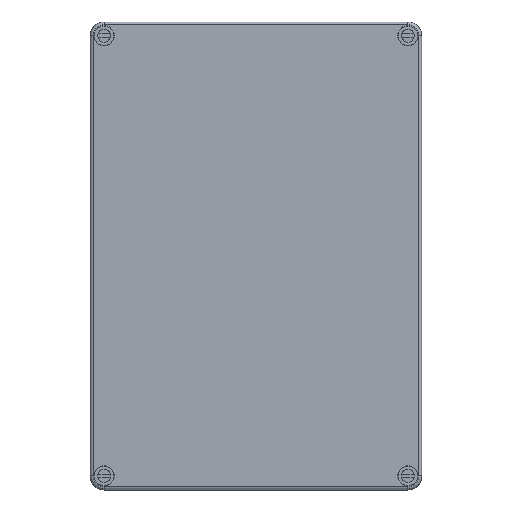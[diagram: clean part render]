
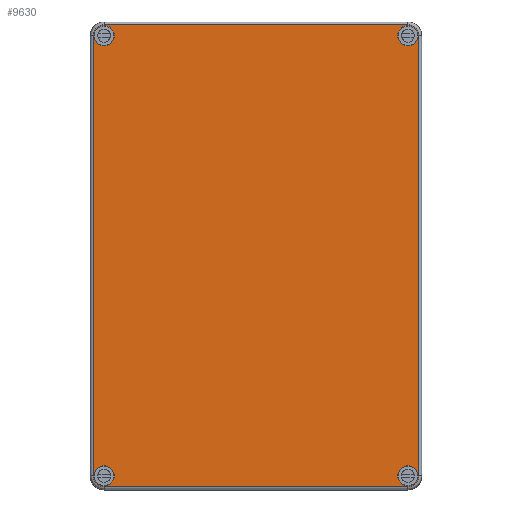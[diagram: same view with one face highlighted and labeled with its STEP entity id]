
A CAD part, top view. The second image highlights one B-rep face of the part: STEP entity #9630.
In plain terms, the highlighted planar face has unit normal (0, 0, 1).
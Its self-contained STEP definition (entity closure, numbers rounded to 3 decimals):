
#129 = CARTESIAN_POINT ( 'NONE',  ( 88., 119.5, 18. ) ) ;
#331 = EDGE_CURVE ( 'NONE', #2731, #6893, #6939, .T. ) ;
#357 = DIRECTION ( 'NONE',  ( 0., 0., 1. ) ) ;
#382 = LINE ( 'NONE', #14714, #20943 ) ;
#431 = VERTEX_POINT ( 'NONE', #20023 ) ;
#484 = EDGE_LOOP ( 'NONE', ( #22062, #1831 ) ) ;
#580 = EDGE_CURVE ( 'NONE', #22023, #16329, #16592, .T. ) ;
#649 = VERTEX_POINT ( 'NONE', #832 ) ;
#827 = VERTEX_POINT ( 'NONE', #15453 ) ;
#832 = CARTESIAN_POINT ( 'NONE',  ( -82.5, 125.442, 18. ) ) ;
#1393 = VERTEX_POINT ( 'NONE', #3387 ) ;
#1399 = DIRECTION ( 'NONE',  ( 0., 0., 1. ) ) ;
#1499 = VERTEX_POINT ( 'NONE', #21608 ) ;
#1660 = CARTESIAN_POINT ( 'NONE',  ( 0., 0., 18. ) ) ;
#1668 = AXIS2_PLACEMENT_3D ( 'NONE', #6600, #20520, #8583 ) ;
#1831 = ORIENTED_EDGE ( 'NONE', *, *, #17176, .F. ) ;
#2731 = VERTEX_POINT ( 'NONE', #24174 ) ;
#2942 = EDGE_LOOP ( 'NONE', ( #6215, #24065, #10809, #8180, #14644, #11897, #17033, #7408 ) ) ;
#2988 = EDGE_CURVE ( 'NONE', #21047, #22665, #9729, .T. ) ;
#3013 = DIRECTION ( 'NONE',  ( 0., 0., -1. ) ) ;
#3387 = CARTESIAN_POINT ( 'NONE',  ( -82.5, -125.442, 18. ) ) ;
#3697 = CARTESIAN_POINT ( 'NONE',  ( 88.442, 150., 18. ) ) ;
#4196 = VERTEX_POINT ( 'NONE', #24212 ) ;
#4241 = AXIS2_PLACEMENT_3D ( 'NONE', #10040, #24000, #12030 ) ;
#4445 = EDGE_CURVE ( 'NONE', #20040, #4196, #23698, .T. ) ;
#4596 = ORIENTED_EDGE ( 'NONE', *, *, #12564, .F. ) ;
#4710 = CARTESIAN_POINT ( 'NONE',  ( 88.442, -119.5, 18. ) ) ;
#4891 = CIRCLE ( 'NONE', #16492, 5.942 ) ;
#4966 = FACE_BOUND ( 'NONE', #19573, .T. ) ;
#5166 = EDGE_LOOP ( 'NONE', ( #14382, #17029 ) ) ;
#5486 = CIRCLE ( 'NONE', #12620, 5.5 ) ;
#5612 = AXIS2_PLACEMENT_3D ( 'NONE', #13332, #1399, #15348 ) ;
#5958 = VERTEX_POINT ( 'NONE', #11232 ) ;
#6215 = ORIENTED_EDGE ( 'NONE', *, *, #23912, .F. ) ;
#6575 = DIRECTION ( 'NONE',  ( 0., 0., 1. ) ) ;
#6600 = CARTESIAN_POINT ( 'NONE',  ( -82.5, -119.5, 18. ) ) ;
#6893 = VERTEX_POINT ( 'NONE', #4710 ) ;
#6939 = LINE ( 'NONE', #3697, #17540 ) ;
#7158 = CIRCLE ( 'NONE', #13813, 5.5 ) ;
#7368 = VECTOR ( 'NONE', #11174, 1000. ) ;
#7408 = ORIENTED_EDGE ( 'NONE', *, *, #15566, .T. ) ;
#7519 = VECTOR ( 'NONE', #20378, 1000. ) ;
#7906 = DIRECTION ( 'NONE',  ( 0., 0., 1. ) ) ;
#7993 = LINE ( 'NONE', #17099, #7368 ) ;
#8024 = CIRCLE ( 'NONE', #4241, 5.5 ) ;
#8142 = DIRECTION ( 'NONE',  ( 0., 0., 1. ) ) ;
#8180 = ORIENTED_EDGE ( 'NONE', *, *, #331, .F. ) ;
#8380 = DIRECTION ( 'NONE',  ( 0., 0., -1. ) ) ;
#8583 = DIRECTION ( 'NONE',  ( 1., 0., 0. ) ) ;
#9041 = DIRECTION ( 'NONE',  ( 1., 0., 0. ) ) ;
#9216 = AXIS2_PLACEMENT_3D ( 'NONE', #1660, #20985, #9041 ) ;
#9578 = AXIS2_PLACEMENT_3D ( 'NONE', #14977, #3013, #16965 ) ;
#9630 = ADVANCED_FACE ( 'NONE', ( #25598, #22172, #4966, #20285, #14973 ), #22807, .T. ) ;
#9729 = CIRCLE ( 'NONE', #10066, 5.5 ) ;
#9941 = DIRECTION ( 'NONE',  ( 0., 0., 1. ) ) ;
#9988 = CARTESIAN_POINT ( 'NONE',  ( 82.5, -125.442, 18. ) ) ;
#10040 = CARTESIAN_POINT ( 'NONE',  ( 82.5, 119.5, 18. ) ) ;
#10066 = AXIS2_PLACEMENT_3D ( 'NONE', #20086, #8142, #22095 ) ;
#10190 = DIRECTION ( 'NONE',  ( 0., 0., 1. ) ) ;
#10551 = ORIENTED_EDGE ( 'NONE', *, *, #4445, .F. ) ;
#10562 = DIRECTION ( 'NONE',  ( 0., 0., 1. ) ) ;
#10809 = ORIENTED_EDGE ( 'NONE', *, *, #15317, .T. ) ;
#11174 = DIRECTION ( 'NONE',  ( -1., 0., 0. ) ) ;
#11177 = CARTESIAN_POINT ( 'NONE',  ( -88.442, 119.5, 18. ) ) ;
#11232 = CARTESIAN_POINT ( 'NONE',  ( -88., 119.5, 18. ) ) ;
#11255 = CARTESIAN_POINT ( 'NONE',  ( -77., -119.5, 18. ) ) ;
#11445 = VERTEX_POINT ( 'NONE', #9988 ) ;
#11897 = ORIENTED_EDGE ( 'NONE', *, *, #24755, .T. ) ;
#12021 = EDGE_CURVE ( 'NONE', #22665, #21047, #8024, .T. ) ;
#12030 = DIRECTION ( 'NONE',  ( 1., 0., 0. ) ) ;
#12276 = CARTESIAN_POINT ( 'NONE',  ( -82.5, 119.5, 18. ) ) ;
#12564 = EDGE_CURVE ( 'NONE', #4196, #20040, #5486, .T. ) ;
#12620 = AXIS2_PLACEMENT_3D ( 'NONE', #19863, #7906, #21873 ) ;
#12627 = CARTESIAN_POINT ( 'NONE',  ( 88., -119.5, 18. ) ) ;
#13332 = CARTESIAN_POINT ( 'NONE',  ( 82.5, -119.5, 18. ) ) ;
#13745 = EDGE_CURVE ( 'NONE', #649, #16302, #20403, .T. ) ;
#13813 = AXIS2_PLACEMENT_3D ( 'NONE', #22500, #10562, #24516 ) ;
#13857 = EDGE_CURVE ( 'NONE', #1499, #2731, #17916, .T. ) ;
#14285 = DIRECTION ( 'NONE',  ( 1., 0., 0. ) ) ;
#14382 = ORIENTED_EDGE ( 'NONE', *, *, #2988, .F. ) ;
#14644 = ORIENTED_EDGE ( 'NONE', *, *, #13857, .F. ) ;
#14714 = CARTESIAN_POINT ( 'NONE',  ( -88.442, 150., 18. ) ) ;
#14973 = FACE_BOUND ( 'NONE', #5166, .T. ) ;
#14977 = CARTESIAN_POINT ( 'NONE',  ( 82.5, 119.5, 18. ) ) ;
#15317 = EDGE_CURVE ( 'NONE', #11445, #6893, #22515, .T. ) ;
#15348 = DIRECTION ( 'NONE',  ( 1., 0., 0. ) ) ;
#15380 = ORIENTED_EDGE ( 'NONE', *, *, #580, .F. ) ;
#15452 = EDGE_CURVE ( 'NONE', #11445, #1393, #18150, .T. ) ;
#15453 = CARTESIAN_POINT ( 'NONE',  ( -88.442, -119.5, 18. ) ) ;
#15566 = EDGE_CURVE ( 'NONE', #16302, #827, #382, .T. ) ;
#15864 = CIRCLE ( 'NONE', #16828, 5.5 ) ;
#16302 = VERTEX_POINT ( 'NONE', #11177 ) ;
#16329 = VERTEX_POINT ( 'NONE', #17192 ) ;
#16492 = AXIS2_PLACEMENT_3D ( 'NONE', #20319, #8380, #22317 ) ;
#16592 = CIRCLE ( 'NONE', #1668, 5.5 ) ;
#16675 = EDGE_CURVE ( 'NONE', #431, #5958, #7158, .T. ) ;
#16747 = AXIS2_PLACEMENT_3D ( 'NONE', #22142, #10190, #24147 ) ;
#16828 = AXIS2_PLACEMENT_3D ( 'NONE', #12276, #357, #14285 ) ;
#16965 = DIRECTION ( 'NONE',  ( -1., 0., 0. ) ) ;
#17029 = ORIENTED_EDGE ( 'NONE', *, *, #12021, .F. ) ;
#17033 = ORIENTED_EDGE ( 'NONE', *, *, #13745, .T. ) ;
#17099 = CARTESIAN_POINT ( 'NONE',  ( 100., 125.442, 18. ) ) ;
#17176 = EDGE_CURVE ( 'NONE', #5958, #431, #15864, .T. ) ;
#17192 = CARTESIAN_POINT ( 'NONE',  ( -88., -119.5, 18. ) ) ;
#17282 = AXIS2_PLACEMENT_3D ( 'NONE', #21886, #9941, #23888 ) ;
#17540 = VECTOR ( 'NONE', #17657, 1000. ) ;
#17657 = DIRECTION ( 'NONE',  ( 0., -1., 0. ) ) ;
#17916 = CIRCLE ( 'NONE', #9578, 5.942 ) ;
#18150 = LINE ( 'NONE', #18298, #7519 ) ;
#18298 = CARTESIAN_POINT ( 'NONE',  ( 100., -125.442, 18. ) ) ;
#18505 = CARTESIAN_POINT ( 'NONE',  ( -82.5, -119.5, 18. ) ) ;
#19417 = EDGE_CURVE ( 'NONE', #16329, #22023, #23909, .T. ) ;
#19573 = EDGE_LOOP ( 'NONE', ( #10551, #4596 ) ) ;
#19863 = CARTESIAN_POINT ( 'NONE',  ( 82.5, -119.5, 18. ) ) ;
#20023 = CARTESIAN_POINT ( 'NONE',  ( -77., 119.5, 18. ) ) ;
#20040 = VERTEX_POINT ( 'NONE', #12627 ) ;
#20086 = CARTESIAN_POINT ( 'NONE',  ( 82.5, 119.5, 18. ) ) ;
#20285 = FACE_BOUND ( 'NONE', #484, .T. ) ;
#20319 = CARTESIAN_POINT ( 'NONE',  ( -82.5, -119.5, 18. ) ) ;
#20378 = DIRECTION ( 'NONE',  ( -1., 0., 0. ) ) ;
#20403 = CIRCLE ( 'NONE', #16747, 5.942 ) ;
#20502 = DIRECTION ( 'NONE',  ( 1., 0., 0. ) ) ;
#20520 = DIRECTION ( 'NONE',  ( 0., 0., 1. ) ) ;
#20943 = VECTOR ( 'NONE', #24751, 1000. ) ;
#20985 = DIRECTION ( 'NONE',  ( 0., 0., 1. ) ) ;
#21047 = VERTEX_POINT ( 'NONE', #129 ) ;
#21067 = AXIS2_PLACEMENT_3D ( 'NONE', #18505, #6575, #20502 ) ;
#21253 = ORIENTED_EDGE ( 'NONE', *, *, #19417, .F. ) ;
#21372 = EDGE_LOOP ( 'NONE', ( #15380, #21253 ) ) ;
#21608 = CARTESIAN_POINT ( 'NONE',  ( 82.5, 125.442, 18. ) ) ;
#21873 = DIRECTION ( 'NONE',  ( 1., 0., 0. ) ) ;
#21886 = CARTESIAN_POINT ( 'NONE',  ( 82.5, -119.5, 18. ) ) ;
#22023 = VERTEX_POINT ( 'NONE', #11255 ) ;
#22062 = ORIENTED_EDGE ( 'NONE', *, *, #16675, .F. ) ;
#22095 = DIRECTION ( 'NONE',  ( 1., 0., 0. ) ) ;
#22142 = CARTESIAN_POINT ( 'NONE',  ( -82.5, 119.5, 18. ) ) ;
#22172 = FACE_BOUND ( 'NONE', #21372, .T. ) ;
#22317 = DIRECTION ( 'NONE',  ( -1., 0., 0. ) ) ;
#22500 = CARTESIAN_POINT ( 'NONE',  ( -82.5, 119.5, 18. ) ) ;
#22515 = CIRCLE ( 'NONE', #17282, 5.942 ) ;
#22665 = VERTEX_POINT ( 'NONE', #25442 ) ;
#22807 = PLANE ( 'NONE',  #9216 ) ;
#23698 = CIRCLE ( 'NONE', #5612, 5.5 ) ;
#23888 = DIRECTION ( 'NONE',  ( 1., 0., 0. ) ) ;
#23909 = CIRCLE ( 'NONE', #21067, 5.5 ) ;
#23912 = EDGE_CURVE ( 'NONE', #1393, #827, #4891, .T. ) ;
#24000 = DIRECTION ( 'NONE',  ( 0., 0., 1. ) ) ;
#24065 = ORIENTED_EDGE ( 'NONE', *, *, #15452, .F. ) ;
#24147 = DIRECTION ( 'NONE',  ( 1., 0., 0. ) ) ;
#24174 = CARTESIAN_POINT ( 'NONE',  ( 88.442, 119.5, 18. ) ) ;
#24212 = CARTESIAN_POINT ( 'NONE',  ( 77., -119.5, 18. ) ) ;
#24516 = DIRECTION ( 'NONE',  ( 1., 0., 0. ) ) ;
#24751 = DIRECTION ( 'NONE',  ( 0., -1., 0. ) ) ;
#24755 = EDGE_CURVE ( 'NONE', #1499, #649, #7993, .T. ) ;
#25442 = CARTESIAN_POINT ( 'NONE',  ( 77., 119.5, 18. ) ) ;
#25598 = FACE_OUTER_BOUND ( 'NONE', #2942, .T. ) ;
